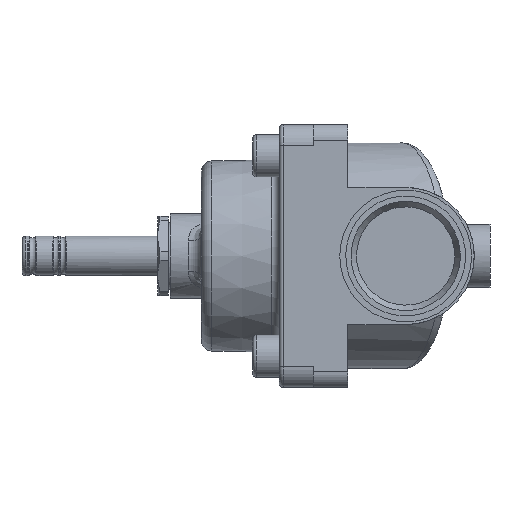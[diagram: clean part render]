
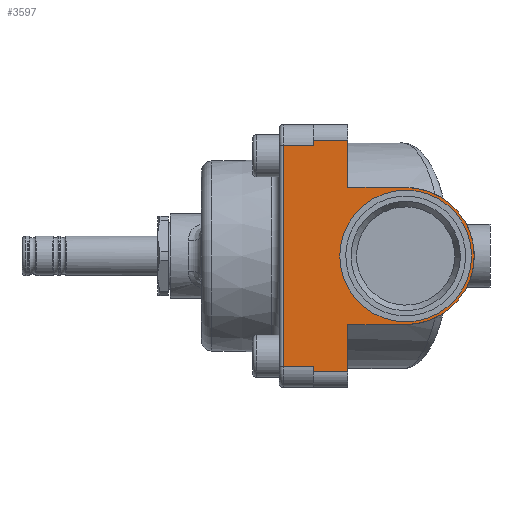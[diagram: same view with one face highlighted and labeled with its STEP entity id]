
A CAD part, left-side view. The second image highlights one B-rep face of the part: STEP entity #3597.
In plain terms, the highlighted planar face has unit normal (-1, 0, 0).
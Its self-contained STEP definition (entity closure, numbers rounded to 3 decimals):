
#141=FACE_BOUND('',#620,.T.);
#219=PLANE('',#4018);
#387=FACE_OUTER_BOUND('',#619,.T.);
#619=EDGE_LOOP('',(#3041,#3042,#3043,#3044,#3045,#3046,#3047,#3048,#3049,
#3050,#3051,#3052));
#620=EDGE_LOOP('',(#3053,#3054));
#803=LINE('',#5842,#1036);
#806=LINE('',#5854,#1039);
#820=LINE('',#6178,#1053);
#824=LINE('',#6185,#1057);
#840=LINE('',#6243,#1073);
#845=LINE('',#6466,#1078);
#853=LINE('',#6535,#1086);
#854=LINE('',#6537,#1087);
#876=LINE('',#7290,#1109);
#877=LINE('',#7292,#1110);
#878=LINE('',#7293,#1111);
#1036=VECTOR('',#4698,1000.);
#1039=VECTOR('',#4709,1000.);
#1053=VECTOR('',#4783,1000.);
#1057=VECTOR('',#4789,1000.);
#1073=VECTOR('',#4821,1000.);
#1078=VECTOR('',#4844,1000.);
#1086=VECTOR('',#4866,1000.);
#1087=VECTOR('',#4869,1000.);
#1109=VECTOR('',#4971,1000.);
#1110=VECTOR('',#4972,1000.);
#1111=VECTOR('',#4973,1000.);
#1304=CIRCLE('',#3927,25.);
#1305=CIRCLE('',#3928,25.);
#1319=CIRCLE('',#3948,26.);
#1591=VERTEX_POINT('',#5839);
#1592=VERTEX_POINT('',#5841);
#1594=VERTEX_POINT('',#5847);
#1597=VERTEX_POINT('',#5852);
#1602=VERTEX_POINT('',#5865);
#1603=VERTEX_POINT('',#5866);
#1625=VERTEX_POINT('',#6114);
#1626=VERTEX_POINT('',#6116);
#1635=VERTEX_POINT('',#6177);
#1637=VERTEX_POINT('',#6183);
#1651=VERTEX_POINT('',#6242);
#1658=VERTEX_POINT('',#6464);
#1706=VERTEX_POINT('',#7289);
#1707=VERTEX_POINT('',#7291);
#2022=EDGE_CURVE('',#1591,#1592,#803,.T.);
#2028=EDGE_CURVE('',#1597,#1594,#806,.T.);
#2033=EDGE_CURVE('',#1602,#1603,#1304,.T.);
#2034=EDGE_CURVE('',#1603,#1602,#1305,.T.);
#2061=EDGE_CURVE('',#1625,#1626,#1319,.T.);
#2071=EDGE_CURVE('',#1626,#1635,#820,.T.);
#2075=EDGE_CURVE('',#1637,#1625,#824,.T.);
#2095=EDGE_CURVE('',#1635,#1651,#840,.T.);
#2107=EDGE_CURVE('',#1658,#1637,#845,.T.);
#2117=EDGE_CURVE('',#1658,#1592,#853,.T.);
#2118=EDGE_CURVE('',#1651,#1597,#854,.T.);
#2179=EDGE_CURVE('',#1706,#1591,#876,.T.);
#2180=EDGE_CURVE('',#1706,#1707,#877,.T.);
#2181=EDGE_CURVE('',#1707,#1594,#878,.T.);
#3041=ORIENTED_EDGE('',*,*,#2179,.F.);
#3042=ORIENTED_EDGE('',*,*,#2180,.T.);
#3043=ORIENTED_EDGE('',*,*,#2181,.T.);
#3044=ORIENTED_EDGE('',*,*,#2028,.F.);
#3045=ORIENTED_EDGE('',*,*,#2118,.F.);
#3046=ORIENTED_EDGE('',*,*,#2095,.F.);
#3047=ORIENTED_EDGE('',*,*,#2071,.F.);
#3048=ORIENTED_EDGE('',*,*,#2061,.F.);
#3049=ORIENTED_EDGE('',*,*,#2075,.F.);
#3050=ORIENTED_EDGE('',*,*,#2107,.F.);
#3051=ORIENTED_EDGE('',*,*,#2117,.T.);
#3052=ORIENTED_EDGE('',*,*,#2022,.F.);
#3053=ORIENTED_EDGE('',*,*,#2033,.T.);
#3054=ORIENTED_EDGE('',*,*,#2034,.T.);
#3597=ADVANCED_FACE('',(#387,#141),#219,.T.);
#3927=AXIS2_PLACEMENT_3D('',#5867,#4720,#4721);
#3928=AXIS2_PLACEMENT_3D('',#5868,#4722,#4723);
#3948=AXIS2_PLACEMENT_3D('',#6117,#4770,#4771);
#4018=AXIS2_PLACEMENT_3D('',#7288,#4969,#4970);
#4698=DIRECTION('',(0.,0.,1.));
#4709=DIRECTION('',(0.,0.,1.));
#4720=DIRECTION('center_axis',(1.,0.,0.));
#4721=DIRECTION('ref_axis',(0.,0.,-1.));
#4722=DIRECTION('center_axis',(1.,0.,0.));
#4723=DIRECTION('ref_axis',(0.,0.,-1.));
#4770=DIRECTION('center_axis',(1.,0.,0.));
#4771=DIRECTION('ref_axis',(0.,0.,1.));
#4783=DIRECTION('',(0.,1.,0.));
#4789=DIRECTION('',(0.,-1.,0.));
#4821=DIRECTION('',(0.,0.,-1.));
#4844=DIRECTION('',(0.,0.,-1.));
#4866=DIRECTION('',(0.,1.,0.));
#4869=DIRECTION('',(0.,1.,0.));
#4969=DIRECTION('center_axis',(-1.,0.,0.));
#4970=DIRECTION('ref_axis',(0.,0.,1.));
#4971=DIRECTION('',(0.,-1.,0.));
#4972=DIRECTION('',(0.,0.,-1.));
#4973=DIRECTION('',(0.,-1.,0.));
#5839=CARTESIAN_POINT('',(-58.139,-22.213,160.696));
#5841=CARTESIAN_POINT('',(-58.139,-22.213,162.696));
#5842=CARTESIAN_POINT('',(-58.139,-22.213,118.74));
#5847=CARTESIAN_POINT('',(-58.139,-22.213,76.696));
#5852=CARTESIAN_POINT('',(-58.139,-22.213,74.696));
#5854=CARTESIAN_POINT('',(-58.139,-22.213,118.74));
#5865=CARTESIAN_POINT('',(-58.139,-57.213,93.696));
#5866=CARTESIAN_POINT('',(-58.139,-57.213,143.696));
#5867=CARTESIAN_POINT('Origin',(-58.139,-57.213,118.696));
#5868=CARTESIAN_POINT('Origin',(-58.139,-57.213,118.696));
#6114=CARTESIAN_POINT('',(-58.139,-57.213,144.696));
#6116=CARTESIAN_POINT('',(-58.139,-57.213,92.696));
#6117=CARTESIAN_POINT('Origin',(-58.139,-57.213,118.696));
#6177=CARTESIAN_POINT('',(-58.139,-35.213,92.696));
#6178=CARTESIAN_POINT('',(-58.139,-57.213,92.696));
#6183=CARTESIAN_POINT('',(-58.139,-35.213,144.696));
#6185=CARTESIAN_POINT('',(-58.139,-31.213,144.696));
#6242=CARTESIAN_POINT('',(-58.139,-35.213,74.696));
#6243=CARTESIAN_POINT('',(-58.139,-35.213,118.74));
#6464=CARTESIAN_POINT('',(-58.139,-35.213,162.696));
#6466=CARTESIAN_POINT('',(-58.139,-35.213,118.74));
#6535=CARTESIAN_POINT('',(-58.139,-183.136,162.696));
#6537=CARTESIAN_POINT('',(-58.139,-183.136,74.696));
#7288=CARTESIAN_POINT('Origin',(-58.139,132.208,76.696));
#7289=CARTESIAN_POINT('',(-58.139,-10.713,160.696));
#7290=CARTESIAN_POINT('',(-58.139,132.208,160.696));
#7291=CARTESIAN_POINT('',(-58.139,-10.713,76.696));
#7292=CARTESIAN_POINT('',(-58.139,-10.713,76.696));
#7293=CARTESIAN_POINT('',(-58.139,132.208,76.696));
